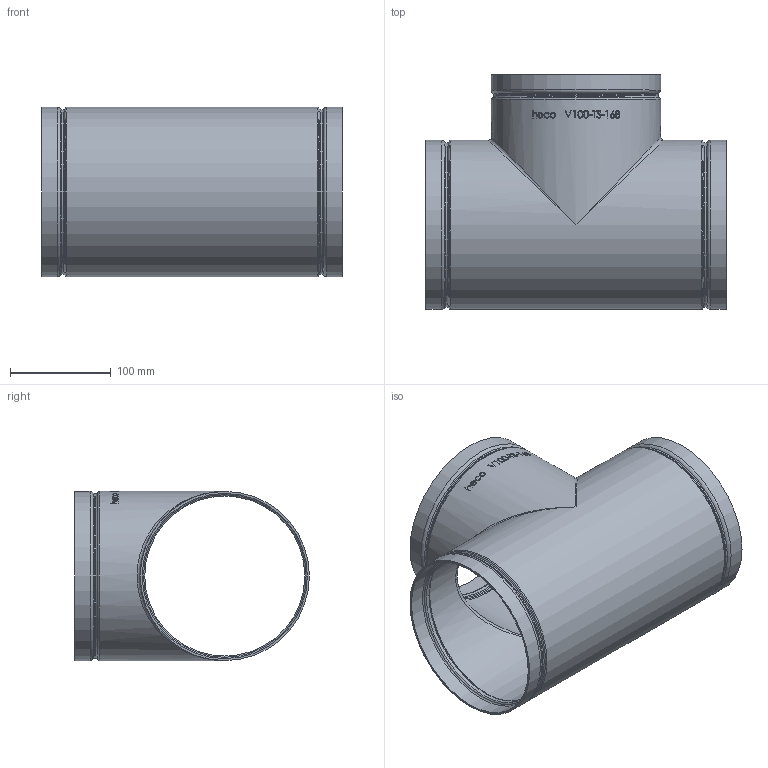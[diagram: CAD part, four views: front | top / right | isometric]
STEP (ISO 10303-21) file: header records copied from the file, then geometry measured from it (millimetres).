
FILE_DESCRIPTION (( 'STEP AP214' ), '1' );
FILE_NAME ('V100-TS-168-x Typ E492 DN150 600 Ø168,3 1812.STEP', '2018-12-14T09:43:41', ( '' ), ( '' ), 'SwSTEP 2.0', 'SolidWorks 2016', '' );
FILE_SCHEMA (( 'AUTOMOTIVE_DESIGN' ));
Length unit declared in the file: inch
Products named in the file (1): V100-TS-168-x Typ E492 DN150 600 Ø168,3 1812
Bounding box: 298.7 x 233.49 x 168.29 mm (x, y, z)
Volume: 370313.5 mm3; surface area: 365861.6 mm2
Topology: 1 solids, 1 shells, 222 faces, 570 edges, 365 vertices
Faces by surface type: bspline 112, plane 42, cylinder 38, torus 24, cone 6
Full cylindrical faces by diameter (mm): 159.207 x3, 163.271 x3, 164.211 x5, 168.275 x5
Entity records: 30277 total; most frequent: CARTESIAN_POINT 24028, ORIENTED_EDGE 994, EDGE_CURVE 497, DIRECTION 470, VERTEX_POINT 346, B_SPLINE_CURVE_WITH_KNOTS 337, EDGE_LOOP 295, FACE_OUTER_BOUND 262
